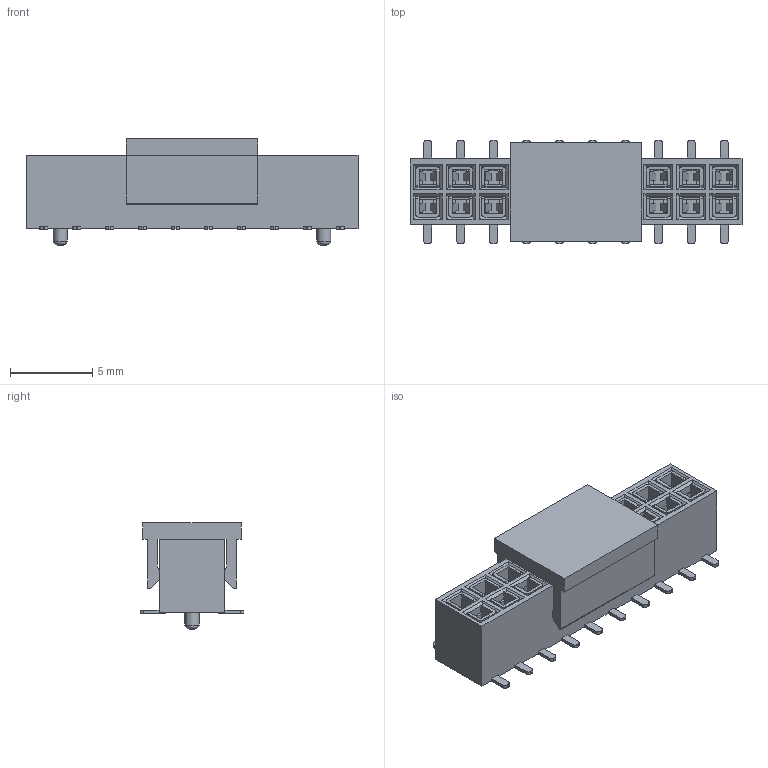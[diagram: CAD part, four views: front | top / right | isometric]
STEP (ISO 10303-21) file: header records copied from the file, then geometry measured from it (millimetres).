
FILE_DESCRIPTION( ('This file contains a STEP AP42 implementation' ,'as created by ZW3D STEP Interface translator.') ,'2;1' );
FILE_NAME( '2245T-2XXMXXDUNXX2.stp' ,'23 412.151319', (''), ('ZWCAD Software Co.'), 'Version 1.0', 'ZW3D to STEP translator', '' );
FILE_SCHEMA(('AUTOMOTIVE_DESIGN { 1 0 10303 214 1 1 1 1 }'));
Length unit declared in the file: millimetre
Products named in the file (2): 0; 2245T-210MG0DUNR2
Bounding box: 20.15 x 6.3 x 6.45 mm (x, y, z)
Volume: 337.2 mm3; surface area: 1196.9 mm2
Topology: 1 solids, 21 shells, 1956 faces, 5824 edges, 3790 vertices
Faces by surface type: plane 1266, bspline 464, cylinder 226
Full cylindrical faces by diameter (mm): 0.85 x2
Entity records: 86534 total; most frequent: CARTESIAN_POINT 42049, ORIENTED_EDGE 11632, EDGE_CURVE 5856, DIRECTION 4658, B_SPLINE_CURVE_WITH_KNOTS 4220, VERTEX_POINT 3862, EDGE_LOOP 1980, FACE_OUTER_BOUND 1964
